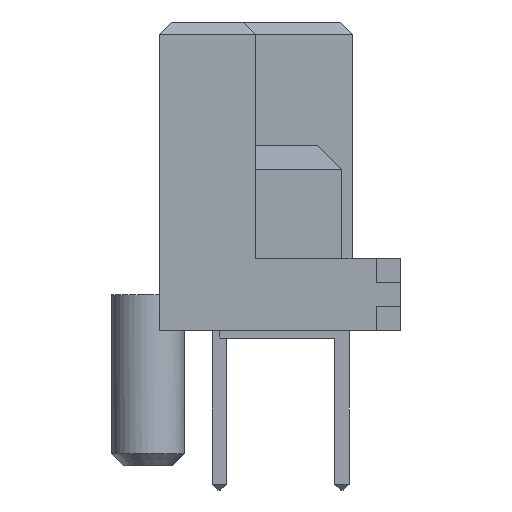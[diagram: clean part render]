
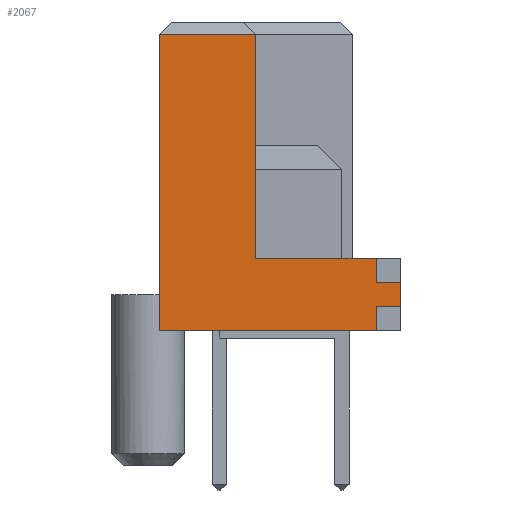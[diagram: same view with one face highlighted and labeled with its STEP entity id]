
A CAD part, front view. The second image highlights one B-rep face of the part: STEP entity #2067.
In plain terms, the highlighted planar face has unit normal (0, -1, 0).
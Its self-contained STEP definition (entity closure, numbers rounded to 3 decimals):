
#13=DIRECTION('',(0.,0.,1.));
#27=VECTOR('',#13,1.);
#30=VERTEX_POINT('',#31);
#31=CARTESIAN_POINT('',(3.25,-34.275,0.5));
#36=EDGE_CURVE('',#37,#30,#39,.T.);
#37=VERTEX_POINT('',#38);
#38=CARTESIAN_POINT('',(3.25,-34.275,0.));
#39=LINE('',#38,#27);
#45=DIRECTION('',(1.,0.,0.));
#59=VECTOR('',#60,1.);
#60=DIRECTION('',(-1.,0.,0.));
#77=VECTOR('',#45,1.);
#95=CARTESIAN_POINT('',(-1.25,-34.275,0.));
#840=EDGE_CURVE('',#37,#841,#842,.T.);
#841=VERTEX_POINT('',#95);
#842=LINE('',#843,#59);
#843=CARTESIAN_POINT('',(3.75,-34.275,0.));
#2056=ORIENTED_EDGE('',*,*,#2057,.T.);
#2057=EDGE_CURVE('',#30,#2058,#2060,.T.);
#2058=VERTEX_POINT('',#2059);
#2059=CARTESIAN_POINT('',(3.75,-34.275,0.5));
#2060=LINE('',#31,#77);
#2067=ADVANCED_FACE('',(#2068),#2108,.T.);
#2068=FACE_BOUND('',#2069,.T.);
#2069=EDGE_LOOP('',(#2070,#2071,#2056,#2072,#2077,#2082,#2087,#2093,#2099,#2105));
#2070=ORIENTED_EDGE('',*,*,#840,.F.);
#2071=ORIENTED_EDGE('',*,*,#36,.T.);
#2072=ORIENTED_EDGE('',*,*,#2073,.T.);
#2073=EDGE_CURVE('',#2058,#2074,#2076,.T.);
#2074=VERTEX_POINT('',#2075);
#2075=CARTESIAN_POINT('',(3.75,-34.275,1.));
#2076=LINE('',#843,#27);
#2077=ORIENTED_EDGE('',*,*,#2078,.F.);
#2078=EDGE_CURVE('',#2079,#2074,#2081,.T.);
#2079=VERTEX_POINT('',#2080);
#2080=CARTESIAN_POINT('',(3.25,-34.275,1.));
#2081=LINE('',#2080,#77);
#2082=ORIENTED_EDGE('',*,*,#2083,.T.);
#2083=EDGE_CURVE('',#2079,#2084,#2086,.T.);
#2084=VERTEX_POINT('',#2085);
#2085=CARTESIAN_POINT('',(3.25,-34.275,1.5));
#2086=LINE('',#2080,#27);
#2087=ORIENTED_EDGE('',*,*,#2088,.T.);
#2088=EDGE_CURVE('',#2084,#2089,#2091,.T.);
#2089=VERTEX_POINT('',#2090);
#2090=CARTESIAN_POINT('',(0.75,-34.275,1.5));
#2091=LINE('',#2092,#59);
#2092=CARTESIAN_POINT('',(3.75,-34.275,1.5));
#2093=ORIENTED_EDGE('',*,*,#2094,.T.);
#2094=EDGE_CURVE('',#2089,#2095,#2097,.T.);
#2095=VERTEX_POINT('',#2096);
#2096=CARTESIAN_POINT('',(0.75,-34.275,6.15));
#2097=LINE('',#2098,#27);
#2098=CARTESIAN_POINT('',(0.75,-34.275,0.));
#2099=ORIENTED_EDGE('',*,*,#2100,.F.);
#2100=EDGE_CURVE('',#2101,#2095,#2103,.T.);
#2101=VERTEX_POINT('',#2102);
#2102=CARTESIAN_POINT('',(-1.25,-34.275,6.15));
#2103=LINE('',#2104,#77);
#2104=CARTESIAN_POINT('',(-1.,-34.275,6.15));
#2105=ORIENTED_EDGE('',*,*,#2106,.F.);
#2106=EDGE_CURVE('',#841,#2101,#2107,.T.);
#2107=LINE('',#95,#27);
#2108=PLANE('',#2109);
#2109=AXIS2_PLACEMENT_3D('',#2110,#2111,#2112);
#2110=CARTESIAN_POINT('',(0.602,-34.275,2.449));
#2111=DIRECTION('',(0.,-1.,0.));
#2112=DIRECTION('',(-1.,0.,0.));
